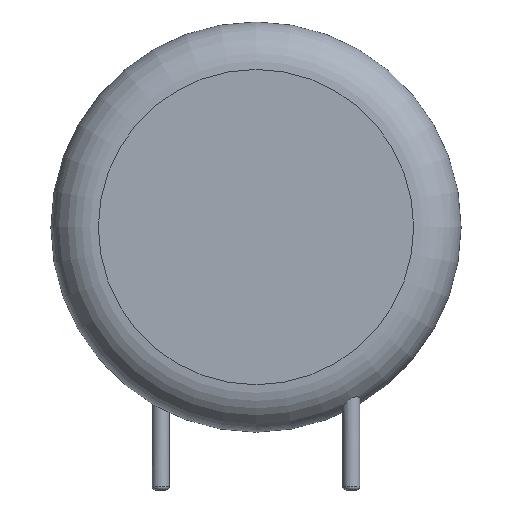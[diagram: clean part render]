
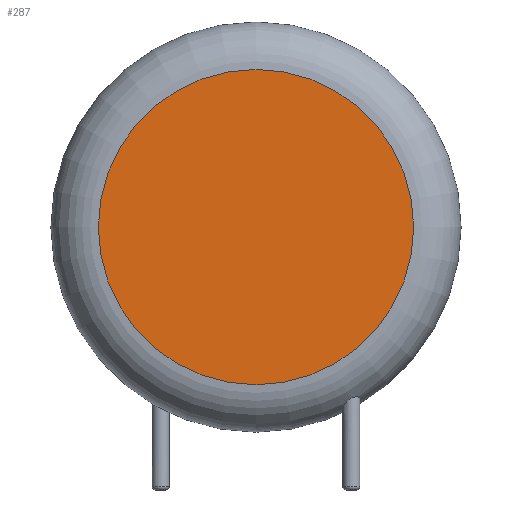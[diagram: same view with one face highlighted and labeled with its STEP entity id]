
A CAD part, front view. The second image highlights one B-rep face of the part: STEP entity #287.
In plain terms, the highlighted planar face has unit normal (0, -1, 0).
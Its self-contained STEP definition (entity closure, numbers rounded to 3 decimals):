
#161 = VERTEX_POINT('',#162);
#162 = CARTESIAN_POINT('',(13.262,-3.625,10.78));
#169 = EDGE_CURVE('',#161,#161,#170,.T.);
#170 = CIRCLE('',#171,8.262);
#171 = AXIS2_PLACEMENT_3D('',#172,#173,#174);
#172 = CARTESIAN_POINT('',(5.,-3.625,10.78));
#173 = DIRECTION('',(0.,-1.,0.));
#174 = DIRECTION('',(1.,0.,0.));
#287 = ADVANCED_FACE('',(#288),#291,.T.);
#288 = FACE_BOUND('',#289,.T.);
#289 = EDGE_LOOP('',(#290));
#290 = ORIENTED_EDGE('',*,*,#169,.T.);
#291 = PLANE('',#292);
#292 = AXIS2_PLACEMENT_3D('',#293,#294,#295);
#293 = CARTESIAN_POINT('',(5.,-3.625,10.78));
#294 = DIRECTION('',(0.,-1.,0.));
#295 = DIRECTION('',(0.,0.,-1.));
